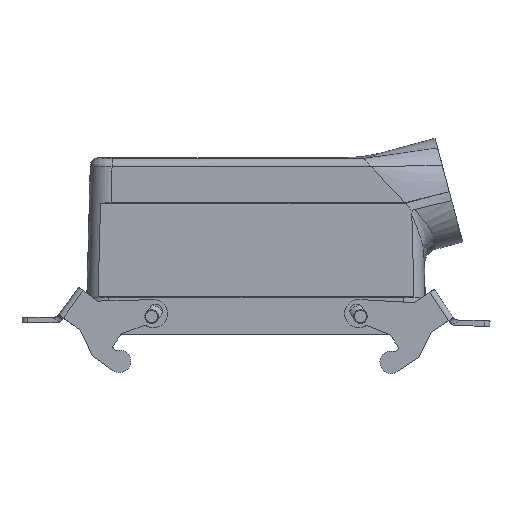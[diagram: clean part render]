
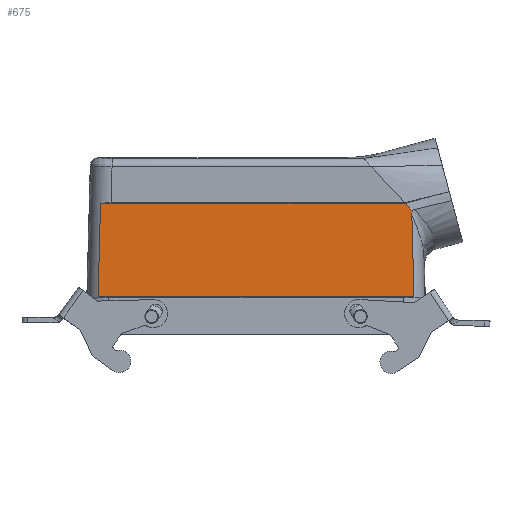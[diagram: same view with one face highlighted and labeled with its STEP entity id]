
A CAD part, front view. The second image highlights one B-rep face of the part: STEP entity #675.
In plain terms, the highlighted planar face has unit normal (0, -1, 0.015).
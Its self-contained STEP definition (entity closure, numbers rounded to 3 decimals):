
#617=CARTESIAN_POINT('',(-64.25,-19.995,37.174));
#618=DIRECTION('',(0.,-1.,0.015));
#619=DIRECTION('',(0.,-0.015,-1.));
#620=AXIS2_PLACEMENT_3D('',#617,#618,#619);
#621=PLANE('',#620);
#622=CARTESIAN_POINT('',(55.337,-20.024,34.701));
#623=VERTEX_POINT('',#622);
#624=CARTESIAN_POINT('',(52.915,-19.995,37.174));
#625=VERTEX_POINT('',#624);
#626=CARTESIAN_POINT('',(55.198,-20.032,34.709));
#627=DIRECTION('',(-0.679,0.011,0.734));
#628=VECTOR('',#627,3.36);
#629=LINE('',#626,#628);
#630=EDGE_CURVE('',#623,#625,#629,.T.);
#631=ORIENTED_EDGE('',*,*,#630,.T.);
#632=CARTESIAN_POINT('',(-55.134,-19.995,37.174));
#633=VERTEX_POINT('',#632);
#634=CARTESIAN_POINT('',(-55.134,-19.995,37.174));
#635=DIRECTION('',(1.0,0.0,0.0));
#636=VECTOR('',#635,108.049);
#637=LINE('',#634,#636);
#638=EDGE_CURVE('',#633,#625,#637,.T.);
#639=ORIENTED_EDGE('',*,*,#638,.F.);
#640=CARTESIAN_POINT('',(-55.993,-20.497,4.027));
#641=VERTEX_POINT('',#640);
#642=CARTESIAN_POINT('',(-55.993,-20.497,4.027));
#643=DIRECTION('',(0.026,0.015,1.));
#644=VECTOR('',#643,33.162);
#645=LINE('',#642,#644);
#646=EDGE_CURVE('',#641,#633,#645,.T.);
#647=ORIENTED_EDGE('',*,*,#646,.F.);
#648=CARTESIAN_POINT('',(55.993,-20.497,4.027));
#649=VERTEX_POINT('',#648);
#650=CARTESIAN_POINT('',(-55.993,-20.497,4.027));
#651=DIRECTION('',(1.0,0.0,0.0));
#652=VECTOR('',#651,111.986);
#653=LINE('',#650,#652);
#654=EDGE_CURVE('',#641,#649,#653,.T.);
#655=ORIENTED_EDGE('',*,*,#654,.T.);
#656=CARTESIAN_POINT('',(55.245,-20.06,32.868));
#657=VERTEX_POINT('',#656);
#658=CARTESIAN_POINT('',(55.245,-20.06,32.868));
#659=DIRECTION('',(0.026,-0.015,-1.));
#660=VECTOR('',#659,28.854);
#661=LINE('',#658,#660);
#662=EDGE_CURVE('',#657,#649,#661,.T.);
#663=ORIENTED_EDGE('',*,*,#662,.F.);
#664=CARTESIAN_POINT('',(55.245,-20.06,32.868));
#665=CARTESIAN_POINT('',(55.238,-20.056,33.137));
#666=CARTESIAN_POINT('',(55.243,-20.052,33.413));
#667=CARTESIAN_POINT('',(55.298,-20.042,34.066));
#668=CARTESIAN_POINT('',(55.362,-20.037,34.374));
#669=CARTESIAN_POINT('',(55.455,-20.034,34.625));
#670=B_SPLINE_CURVE_WITH_KNOTS('',3,(#664,#665,#666,#667,#668,#669),.UNSPECIFIED.,.F.,.U.,(4,2,4),(-0.141,-0.088,-0.011),.UNSPECIFIED.);
#671=EDGE_CURVE('',#657,#623,#670,.T.);
#672=ORIENTED_EDGE('',*,*,#671,.T.);
#673=EDGE_LOOP('',(#631,#639,#647,#655,#663,#672));
#674=FACE_OUTER_BOUND('',#673,.T.);
#675=ADVANCED_FACE('',(#674),#621,.T.);
